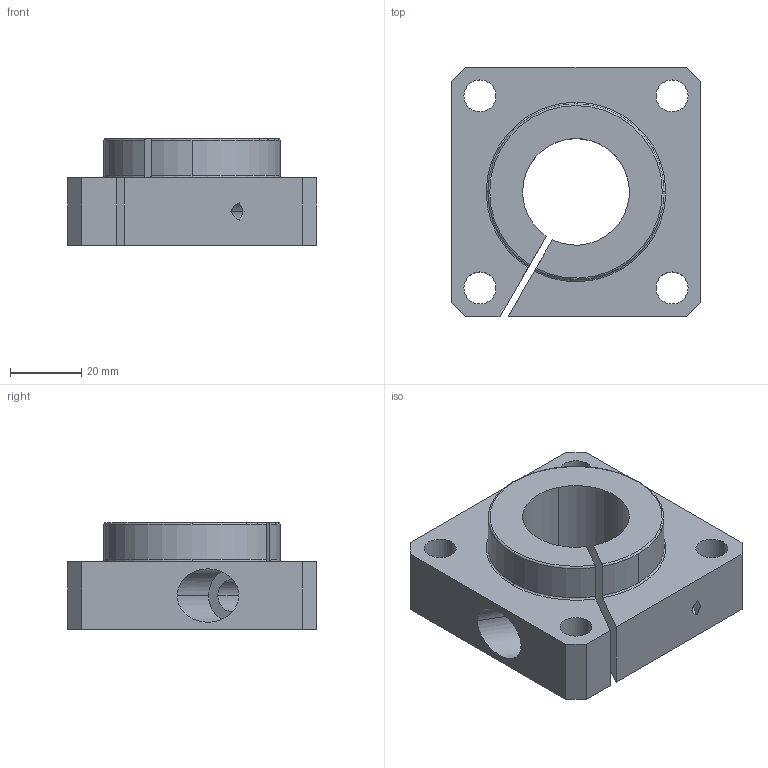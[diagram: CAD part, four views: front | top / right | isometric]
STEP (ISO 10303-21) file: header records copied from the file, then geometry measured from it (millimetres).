
FILE_DESCRIPTION( ( '' ), '1' );
FILE_NAME( 'fwba_30_2_03.stp', '2008-04-10T05:04:46', ( '' ), ( '' ), ' ', ' ', ' ' );
FILE_SCHEMA( ( 'CONFIG_CONTROL_DESIGN' ) );
Length unit declared in the file: millimetre
Products named in the file (1): 1
Bounding box: 70 x 70 x 30 mm (x, y, z)
Volume: 82220.1 mm3; surface area: 21959.8 mm2
Topology: 1 solids, 1 shells, 42 faces, 119 edges, 78 vertices
Faces by surface type: cylinder 19, plane 15, torus 6, cone 2
Entity records: 1501 total; most frequent: CARTESIAN_POINT 310, DIRECTION 251, ORIENTED_EDGE 234, EDGE_CURVE 117, AXIS2_PLACEMENT_3D 97, VERTEX_POINT 78, LINE 57, VECTOR 57
